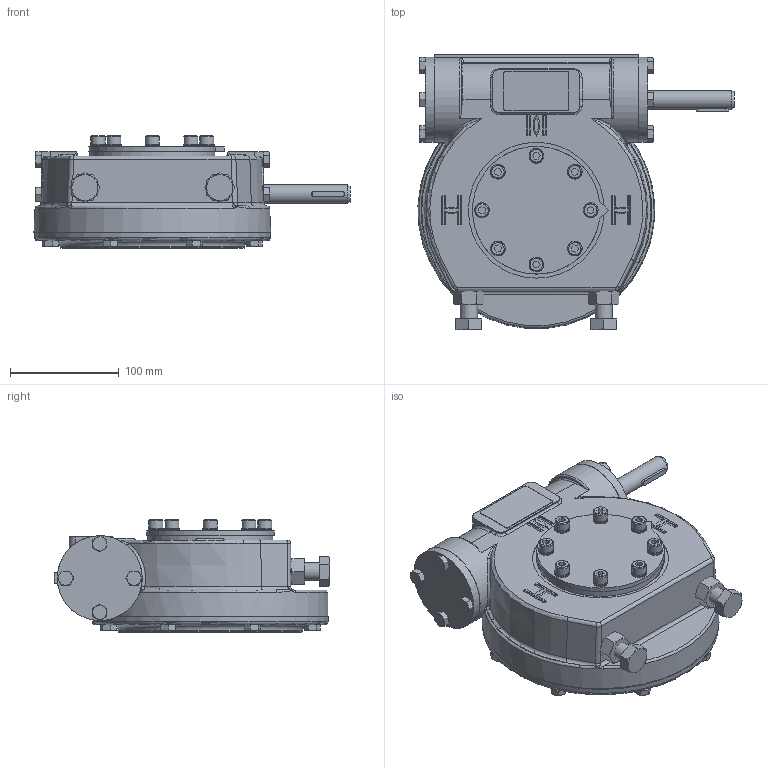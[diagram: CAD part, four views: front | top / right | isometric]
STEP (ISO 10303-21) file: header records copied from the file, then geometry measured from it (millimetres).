
FILE_DESCRIPTION(/* description */ ('Unknown'),/* implementation_level */ '2;1');
FILE_NAME(/* name */ 'PUB-IW4FB-MAN-F12',/* time_stamp */ '2016-06-23T15:44:36+01:00',/* author */ ('Unknown'),/* organization */ ('Unknown'),/* preprocessor_version */ 'ST-DEVELOPER v16',/* originating_system */ 'DEX',/* authorisation */ $);
FILE_SCHEMA (('AUTOMOTIVE_DESIGN {1 0 10303 214 3 1 1}'));
Length unit declared in the file: millimetre
Products named in the file (1): PUB-IW4FB-MAN-F12
Bounding box: 290.74 x 253.62 x 103.83 mm (x, y, z)
Surface area: 247012.3 mm2 (no closed solid volume)
Topology: 0 solids, 67 shells, 734 faces, 2762 edges, 2069 vertices
Faces by surface type: plane 388, cone 151, cylinder 104, bspline 68, torus 23
Full cylindrical faces by diameter (mm): 10.106 x4, 13 x8, 13.5 x16, 16 x2, 17 x1, 78 x2, 85 x1, 115 x1, 125 x1
Entity records: 42065 total; most frequent: CARTESIAN_POINT 17578, DIRECTION 4319, ORIENTED_EDGE 4020, EDGE_CURVE 2654, VERTEX_POINT 2038, AXIS2_PLACEMENT_3D 1554, LINE 1211, VECTOR 1211
